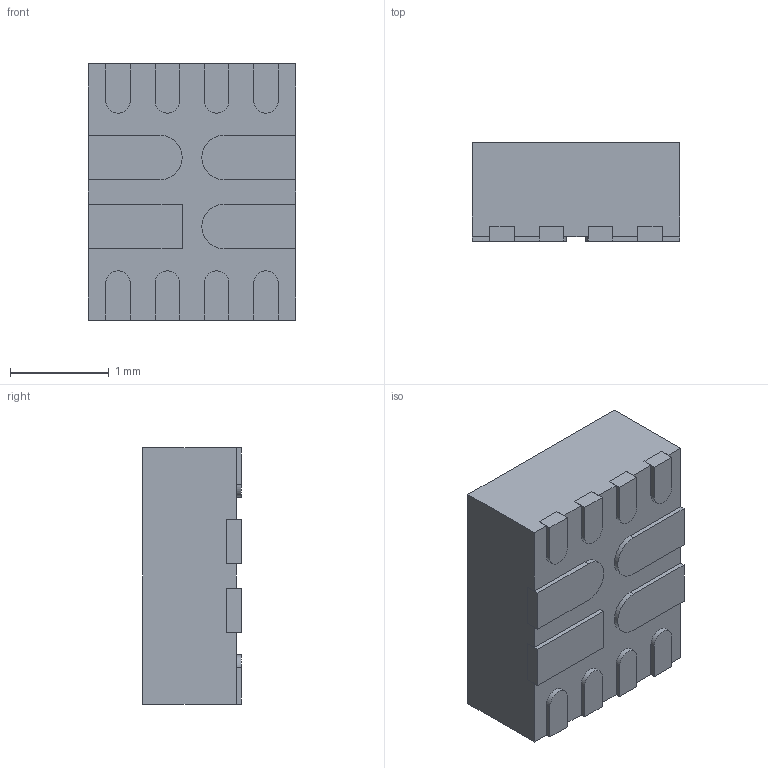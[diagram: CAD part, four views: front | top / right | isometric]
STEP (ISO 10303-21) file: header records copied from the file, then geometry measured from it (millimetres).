
FILE_DESCRIPTION (( 'STEP AP214' ), '1' );
FILE_NAME ('TPS2121RUXT.STEP', '2021-08-02T07:24:10', ( '' ), ( '' ), 'SwSTEP 2.0', 'SolidWorks 2018', '' );
FILE_SCHEMA (( 'AUTOMOTIVE_DESIGN' ));
Length unit declared in the file: millimetre
Products named in the file (1): TPS2121RUXT
Bounding box: 2.1 x 1 x 2.6 mm (x, y, z)
Volume: 5.3 mm3; surface area: 29.7 mm2
Topology: 13 solids, 13 shells, 134 faces, 324 edges, 216 vertices
Faces by surface type: plane 104, cylinder 30
Entity records: 5504 total; most frequent: CARTESIAN_POINT 675, DIRECTION 654, ORIENTED_EDGE 648, EDGE_CURVE 324, VECTOR 264, LINE 264, VERTEX_POINT 216, AXIS2_PLACEMENT_3D 195
